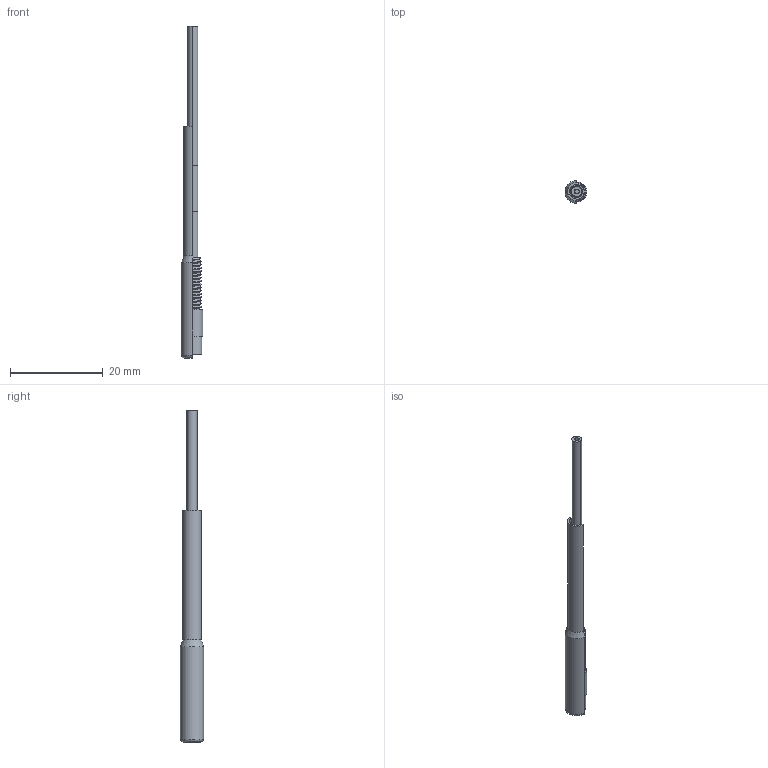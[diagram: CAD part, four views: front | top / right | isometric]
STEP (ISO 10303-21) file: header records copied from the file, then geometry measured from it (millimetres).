
FILE_DESCRIPTION((''),'2;1');
FILE_NAME('166399_ASM','2016-04-21T',('pdmadmin'),(''),'PRO/ENGINEER BY PARAMETRIC TECHNOLOGY CORPORATION, 2016010','PRO/ENGINEER BY PARAMETRIC TECHNOLOGY CORPORATION, 2016010','');
FILE_SCHEMA(('CONFIG_CONTROL_DESIGN'));
Length unit declared in the file: inch
Products named in the file (8): 13462; 10140; 39462_ASSEMBLY_DRAWING_; FIBER_CORE_1MM; 58133_AF0; 59518_AF0; 61180_ASM; 166399_ASM
Assembly tree (7 placements, depth 3):
  166399_ASM
    13462
    10140
    39462_ASSEMBLY_DRAWING_
    FIBER_CORE_1MM
    61180_ASM
      58133_AF0
      59518_AF0
Bounding box: 4.66 x 5 x 71.55 mm (x, y, z)
Volume: 455.9 mm3; surface area: 2177.1 mm2
Topology: 6 solids, 8 shells, 122 faces, 300 edges, 189 vertices
Faces by surface type: cylinder 73, bspline 18, plane 16, cone 8, sphere 4, torus 3
Entity records: 8001 total; most frequent: CARTESIAN_POINT 5119, ORIENTED_EDGE 584, DIRECTION 522, EDGE_CURVE 296, AXIS2_PLACEMENT_3D 211, VERTEX_POINT 189, EDGE_LOOP 131, FACE_OUTER_BOUND 122
